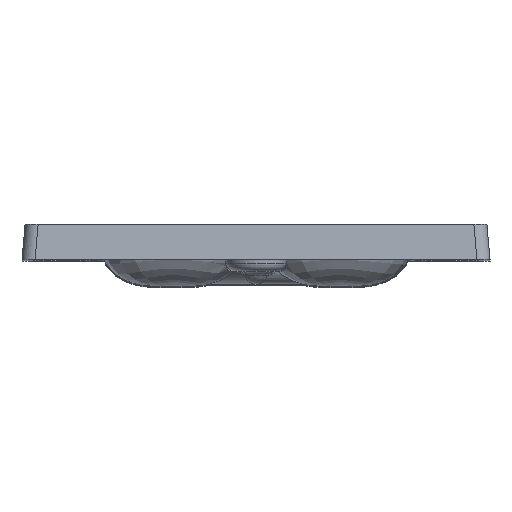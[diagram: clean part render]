
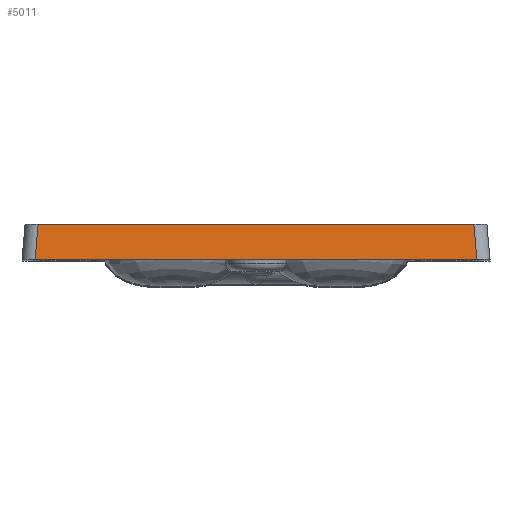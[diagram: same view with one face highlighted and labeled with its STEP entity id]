
A CAD part, top view. The second image highlights one B-rep face of the part: STEP entity #5011.
In plain terms, the highlighted planar face has unit normal (0, 0.087, 0.996).
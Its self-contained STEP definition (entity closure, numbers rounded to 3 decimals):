
#3599=FACE_OUTER_BOUND('',#8833,.T.);
#5011=ADVANCED_FACE('',(#3599),#5861,.T.);
#5861=PLANE('',#26728);
#8833=EDGE_LOOP('',(#14817,#14818,#14819,#14820));
#14817=ORIENTED_EDGE('',*,*,#21147,.F.);
#14818=ORIENTED_EDGE('',*,*,#18890,.F.);
#14819=ORIENTED_EDGE('',*,*,#21146,.T.);
#14820=ORIENTED_EDGE('',*,*,#19805,.T.);
#16721=VERTEX_POINT('',#37220);
#16728=VERTEX_POINT('',#37233);
#17250=VERTEX_POINT('',#45120);
#17251=VERTEX_POINT('',#45122);
#18890=EDGE_CURVE('',#16728,#16721,#22046,.T.);
#19805=EDGE_CURVE('',#17251,#17250,#22354,.T.);
#21146=EDGE_CURVE('',#16728,#17251,#23292,.T.);
#21147=EDGE_CURVE('',#16721,#17250,#23293,.T.);
#22046=LINE('',#37234,#23787);
#22354=LINE('',#45121,#24095);
#23292=LINE('',#55290,#25033);
#23293=LINE('',#55292,#25034);
#23787=VECTOR('',#27908,1.);
#24095=VECTOR('',#29600,1.);
#25033=VECTOR('',#32054,1.);
#25034=VECTOR('',#32057,1.);
#26728=AXIS2_PLACEMENT_3D('',#55293,#32058,#32059);
#27908=DIRECTION('',(1.,0.,0.));
#29600=DIRECTION('',(1.,0.,0.));
#32054=DIRECTION('',(-0.087,-0.992,0.087));
#32057=DIRECTION('',(0.087,-0.992,0.087));
#32058=DIRECTION('',(0.,0.087,0.996));
#32059=DIRECTION('',(1.,0.,0.));
#37220=CARTESIAN_POINT('',(33.24,5.35,86.032));
#37233=CARTESIAN_POINT('',(-33.24,5.35,86.032));
#37234=CARTESIAN_POINT('',(-33.24,5.35,86.032));
#45120=CARTESIAN_POINT('',(33.708,0.,86.5));
#45121=CARTESIAN_POINT('',(-33.708,0.,86.5));
#45122=CARTESIAN_POINT('',(-33.708,0.,86.5));
#55290=CARTESIAN_POINT('',(-33.24,5.35,86.032));
#55292=CARTESIAN_POINT('',(33.24,5.35,86.032));
#55293=CARTESIAN_POINT('',(-37.949,0.,86.5));
